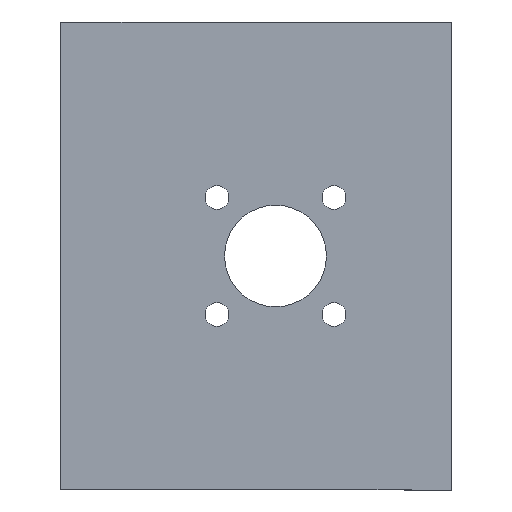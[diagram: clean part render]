
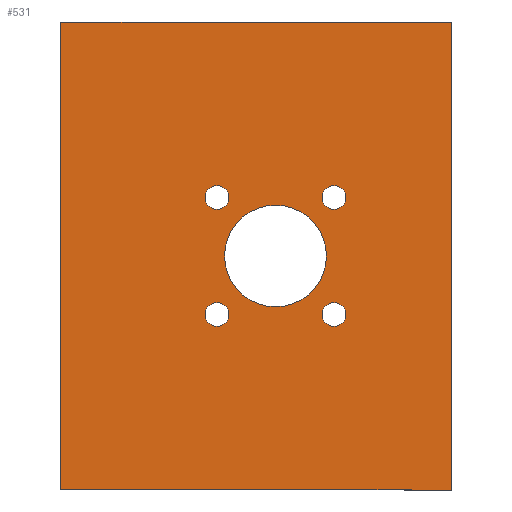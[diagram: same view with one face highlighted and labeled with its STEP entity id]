
A CAD part, left-side view. The second image highlights one B-rep face of the part: STEP entity #531.
In plain terms, the highlighted planar face has unit normal (-1, 0, 0).
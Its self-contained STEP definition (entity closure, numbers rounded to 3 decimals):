
#30=FACE_BOUND('',#128,.T.);
#31=FACE_BOUND('',#129,.T.);
#32=FACE_BOUND('',#130,.T.);
#33=FACE_BOUND('',#131,.T.);
#34=FACE_BOUND('',#132,.T.);
#40=PLANE('',#615);
#81=FACE_OUTER_BOUND('',#127,.T.);
#127=EDGE_LOOP('',(#477,#478,#479,#480));
#128=EDGE_LOOP('',(#481));
#129=EDGE_LOOP('',(#482));
#130=EDGE_LOOP('',(#483));
#131=EDGE_LOOP('',(#484));
#132=EDGE_LOOP('',(#485));
#160=LINE('',#905,#197);
#163=LINE('',#911,#200);
#166=LINE('',#917,#203);
#169=LINE('',#921,#206);
#197=VECTOR('',#757,10.);
#200=VECTOR('',#762,10.);
#203=VECTOR('',#767,10.);
#206=VECTOR('',#772,10.);
#207=CIRCLE('',#556,3.05);
#209=CIRCLE('',#559,3.05);
#211=CIRCLE('',#562,3.05);
#213=CIRCLE('',#565,3.05);
#235=CIRCLE('',#608,13.056);
#237=VERTEX_POINT('',#779);
#239=VERTEX_POINT('',#785);
#241=VERTEX_POINT('',#791);
#243=VERTEX_POINT('',#797);
#275=VERTEX_POINT('',#893);
#279=VERTEX_POINT('',#902);
#280=VERTEX_POINT('',#904);
#282=VERTEX_POINT('',#910);
#284=VERTEX_POINT('',#916);
#285=EDGE_CURVE('',#237,#237,#207,.T.);
#288=EDGE_CURVE('',#239,#239,#209,.T.);
#291=EDGE_CURVE('',#241,#241,#211,.T.);
#294=EDGE_CURVE('',#243,#243,#213,.T.);
#337=EDGE_CURVE('',#275,#275,#235,.T.);
#342=EDGE_CURVE('',#280,#279,#160,.T.);
#345=EDGE_CURVE('',#282,#280,#163,.T.);
#348=EDGE_CURVE('',#284,#282,#166,.T.);
#351=EDGE_CURVE('',#279,#284,#169,.T.);
#477=ORIENTED_EDGE('',*,*,#351,.T.);
#478=ORIENTED_EDGE('',*,*,#348,.T.);
#479=ORIENTED_EDGE('',*,*,#345,.T.);
#480=ORIENTED_EDGE('',*,*,#342,.T.);
#481=ORIENTED_EDGE('',*,*,#285,.T.);
#482=ORIENTED_EDGE('',*,*,#288,.T.);
#483=ORIENTED_EDGE('',*,*,#291,.T.);
#484=ORIENTED_EDGE('',*,*,#294,.T.);
#485=ORIENTED_EDGE('',*,*,#337,.T.);
#531=ADVANCED_FACE('',(#81,#30,#31,#32,#33,#34),#40,.F.);
#556=AXIS2_PLACEMENT_3D('',#780,#620,#621);
#559=AXIS2_PLACEMENT_3D('',#786,#627,#628);
#562=AXIS2_PLACEMENT_3D('',#792,#634,#635);
#565=AXIS2_PLACEMENT_3D('',#798,#641,#642);
#608=AXIS2_PLACEMENT_3D('',#894,#748,#749);
#615=AXIS2_PLACEMENT_3D('',#923,#775,#776);
#620=DIRECTION('center_axis',(1.,0.,0.));
#621=DIRECTION('ref_axis',(0.,0.,
1.));
#627=DIRECTION('center_axis',(1.,0.,0.));
#628=DIRECTION('ref_axis',(0.,0.,
1.));
#634=DIRECTION('center_axis',(1.,0.,0.));
#635=DIRECTION('ref_axis',(0.,0.,
1.));
#641=DIRECTION('center_axis',(1.,0.,0.));
#642=DIRECTION('ref_axis',(0.,0.,
1.));
#748=DIRECTION('center_axis',(1.,0.,0.));
#749=DIRECTION('ref_axis',(0.,1.,0.));
#757=DIRECTION('',(0.,0.,1.));
#762=DIRECTION('',(0.,-1.,0.));
#767=DIRECTION('',(0.,0.,-1.));
#772=DIRECTION('',(0.,1.,0.));
#775=DIRECTION('center_axis',(1.,0.,0.));
#776=DIRECTION('ref_axis',(0.,0.,-1.));
#779=CARTESIAN_POINT('',(284.488,10.,71.95));
#780=CARTESIAN_POINT('Origin',(284.488,10.,75.));
#785=CARTESIAN_POINT('',(284.488,10.,41.95));
#786=CARTESIAN_POINT('Origin',(284.488,10.,45.));
#791=CARTESIAN_POINT('',(284.488,-20.,41.95));
#792=CARTESIAN_POINT('Origin',(284.488,-20.,45.));
#797=CARTESIAN_POINT('',(284.488,-20.,71.95));
#798=CARTESIAN_POINT('Origin',(284.488,-20.,75.));
#893=CARTESIAN_POINT('',(284.488,-18.056,60.));
#894=CARTESIAN_POINT('Origin',(284.488,-5.,60.));
#902=CARTESIAN_POINT('',(284.488,-50.,120.));
#904=CARTESIAN_POINT('',(284.488,-50.,0.));
#905=CARTESIAN_POINT('',(284.488,-50.,120.));
#910=CARTESIAN_POINT('',(284.488,50.,0.));
#911=CARTESIAN_POINT('',(284.488,-50.,0.));
#916=CARTESIAN_POINT('',(284.488,50.,120.));
#917=CARTESIAN_POINT('',(284.488,50.,0.));
#921=CARTESIAN_POINT('',(284.488,50.,120.));
#923=CARTESIAN_POINT('Origin',(284.488,0.,60.));
